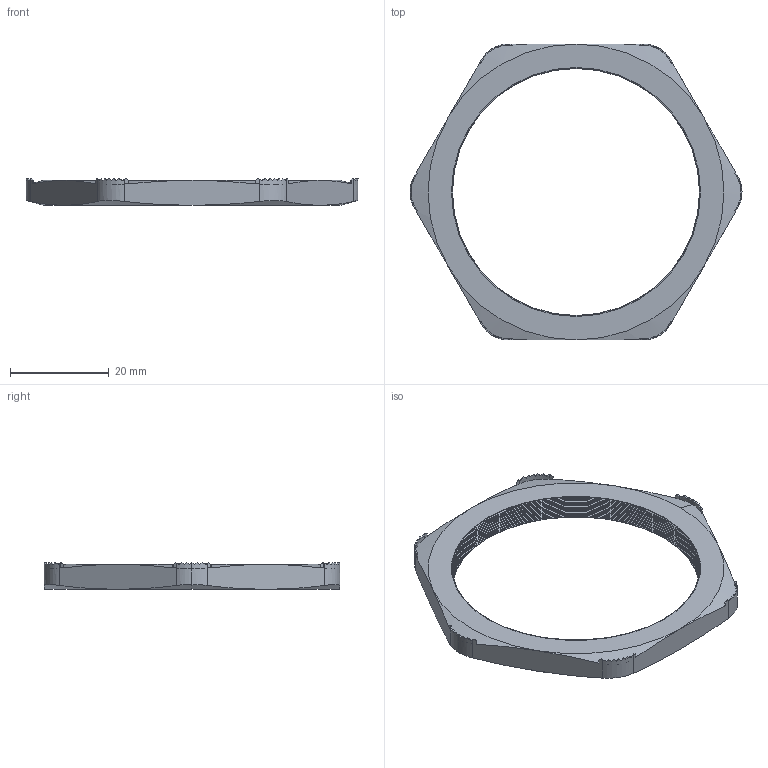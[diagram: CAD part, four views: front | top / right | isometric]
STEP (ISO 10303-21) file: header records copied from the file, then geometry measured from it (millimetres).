
FILE_DESCRIPTION (( 'STEP AP203' ), '1' );
FILE_NAME ('NM-50-BE.STEP', '2008-04-01T12:03:43', ( 'Baystate-05' ), ( 'BayState InfoTech' ), 'SwSTEP 2.0', 'SolidWorks 2007', '' );
FILE_SCHEMA (( 'CONFIG_CONTROL_DESIGN' ));
Length unit declared in the file: inch
Products named in the file (1): NM-50-BE
Bounding box: 67.25 x 59.94 x 5.42 mm (x, y, z)
Volume: 5473.1 mm3; surface area: 4783.9 mm2
Topology: 1 solids, 1 shells, 248 faces, 620 edges, 374 vertices
Faces by surface type: plane 116, cone 82, cylinder 46, torus 4
Entity records: 7525 total; most frequent: CARTESIAN_POINT 2037, ORIENTED_EDGE 1240, DIRECTION 1036, EDGE_CURVE 620, VERTEX_POINT 374, AXIS2_PLACEMENT_3D 373, VECTOR 290, LINE 290
